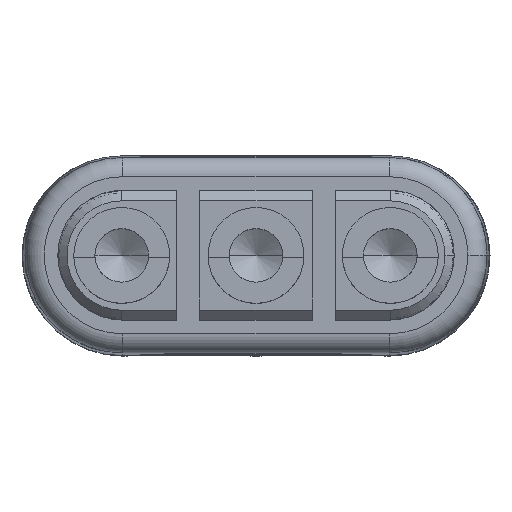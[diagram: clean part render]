
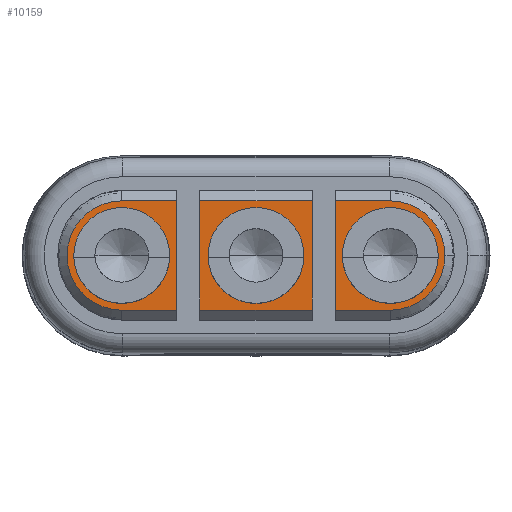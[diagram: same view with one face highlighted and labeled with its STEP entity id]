
A CAD part, top view. The second image highlights one B-rep face of the part: STEP entity #10159.
In plain terms, the highlighted face is planar.
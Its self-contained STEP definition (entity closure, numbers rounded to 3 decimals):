
#68 = CARTESIAN_POINT ( 'NONE',  ( -3.5, 1.425, -3.5 ) ) ;
#156 = CARTESIAN_POINT ( 'NONE',  ( -3.5, 0., -3.5 ) ) ;
#305 = DIRECTION ( 'NONE',  ( 0., -1., 0. ) ) ;
#379 = AXIS2_PLACEMENT_3D ( 'NONE', #29059, #10377, #24021 ) ;
#863 = CIRCLE ( 'NONE', #28198, 1.425 ) ;
#1327 = EDGE_CURVE ( 'NONE', #1849, #6677, #22755, .T. ) ;
#1392 = CARTESIAN_POINT ( 'NONE',  ( -3.5, -1.25, -3.5 ) ) ;
#1630 = EDGE_LOOP ( 'NONE', ( #16480, #24489 ) ) ;
#1849 = VERTEX_POINT ( 'NONE', #10275 ) ;
#2059 = FACE_BOUND ( 'NONE', #1630, .T. ) ;
#2105 = EDGE_CURVE ( 'NONE', #23226, #8646, #4529, .T. ) ;
#2362 = CARTESIAN_POINT ( 'NONE',  ( 3.5, 0., -3.5 ) ) ;
#2425 = DIRECTION ( 'NONE',  ( -1., 0., 0. ) ) ;
#2674 = DIRECTION ( 'NONE',  ( 0., -1., 0. ) ) ;
#2713 = DIRECTION ( 'NONE',  ( 0., -1., 0. ) ) ;
#2825 = VERTEX_POINT ( 'NONE', #11511 ) ;
#4529 = CIRCLE ( 'NONE', #21550, 1.425 ) ;
#5125 = EDGE_LOOP ( 'NONE', ( #23448, #23318 ) ) ;
#5240 = CARTESIAN_POINT ( 'NONE',  ( -3.5, 0., -3.5 ) ) ;
#5311 = EDGE_CURVE ( 'NONE', #2825, #28419, #11703, .T. ) ;
#5905 = CIRCLE ( 'NONE', #379, 1.25 ) ;
#6110 = EDGE_CURVE ( 'NONE', #25396, #26265, #26966, .T. ) ;
#6605 = CARTESIAN_POINT ( 'NONE',  ( 3.5, 0., -3.5 ) ) ;
#6677 = VERTEX_POINT ( 'NONE', #13033 ) ;
#7209 = CARTESIAN_POINT ( 'NONE',  ( 0., 1.25, -3.5 ) ) ;
#7338 = VECTOR ( 'NONE', #24324, 1000. ) ;
#7430 = DIRECTION ( 'NONE',  ( -1., 0., 0. ) ) ;
#7774 = DIRECTION ( 'NONE',  ( 0., 0., 1. ) ) ;
#7888 = FACE_BOUND ( 'NONE', #5125, .T. ) ;
#7948 = CARTESIAN_POINT ( 'NONE',  ( -3.5, -1.425, -3.5 ) ) ;
#7999 = AXIS2_PLACEMENT_3D ( 'NONE', #156, #18783, #2713 ) ;
#8411 = ORIENTED_EDGE ( 'NONE', *, *, #9506, .T. ) ;
#8447 = ORIENTED_EDGE ( 'NONE', *, *, #9374, .T. ) ;
#8646 = VERTEX_POINT ( 'NONE', #19095 ) ;
#8893 = VECTOR ( 'NONE', #18284, 1000. ) ;
#9311 = CARTESIAN_POINT ( 'NONE',  ( 0., -1.25, -3.5 ) ) ;
#9374 = EDGE_CURVE ( 'NONE', #28419, #23698, #863, .T. ) ;
#9506 = EDGE_CURVE ( 'NONE', #23715, #14139, #24287, .T. ) ;
#9586 = CARTESIAN_POINT ( 'NONE',  ( 0., 0., -3.5 ) ) ;
#10159 = ADVANCED_FACE ( 'NONE', ( #2059, #13714, #7888, #18074 ), #13123, .T. ) ;
#10275 = CARTESIAN_POINT ( 'NONE',  ( 3.5, -1.25, -3.5 ) ) ;
#10305 = DIRECTION ( 'NONE',  ( 0., 0., 1. ) ) ;
#10377 = DIRECTION ( 'NONE',  ( 0., 0., 1. ) ) ;
#10491 = DIRECTION ( 'NONE',  ( 0., -1., 0. ) ) ;
#10739 = EDGE_CURVE ( 'NONE', #6677, #1849, #29752, .T. ) ;
#10906 = ORIENTED_EDGE ( 'NONE', *, *, #24873, .T. ) ;
#11262 = ORIENTED_EDGE ( 'NONE', *, *, #21282, .T. ) ;
#11465 = DIRECTION ( 'NONE',  ( 0., 0., -1. ) ) ;
#11511 = CARTESIAN_POINT ( 'NONE',  ( 3.5, -1.425, -3.5 ) ) ;
#11703 = LINE ( 'NONE', #7948, #7338 ) ;
#11828 = DIRECTION ( 'NONE',  ( 0., 0., 1. ) ) ;
#11862 = EDGE_CURVE ( 'NONE', #8646, #2825, #26387, .T. ) ;
#12459 = CARTESIAN_POINT ( 'NONE',  ( 0., 0., -3.5 ) ) ;
#12961 = AXIS2_PLACEMENT_3D ( 'NONE', #6605, #11465, #18298 ) ;
#13033 = CARTESIAN_POINT ( 'NONE',  ( 3.5, 1.25, -3.5 ) ) ;
#13123 = PLANE ( 'NONE',  #12961 ) ;
#13714 = FACE_BOUND ( 'NONE', #21652, .T. ) ;
#14139 = VERTEX_POINT ( 'NONE', #9311 ) ;
#14714 = AXIS2_PLACEMENT_3D ( 'NONE', #12459, #7774, #10491 ) ;
#14819 = CARTESIAN_POINT ( 'NONE',  ( 3.5, 0., -3.5 ) ) ;
#16370 = DIRECTION ( 'NONE',  ( 0., 0., -1. ) ) ;
#16480 = ORIENTED_EDGE ( 'NONE', *, *, #27339, .T. ) ;
#16669 = CARTESIAN_POINT ( 'NONE',  ( 3.5, 0., -3.5 ) ) ;
#16916 = ORIENTED_EDGE ( 'NONE', *, *, #11862, .T. ) ;
#17779 = CIRCLE ( 'NONE', #21298, 1.25 ) ;
#18074 = FACE_OUTER_BOUND ( 'NONE', #19034, .T. ) ;
#18284 = DIRECTION ( 'NONE',  ( 1., 0., 0. ) ) ;
#18298 = DIRECTION ( 'NONE',  ( -1., 0., 0. ) ) ;
#18783 = DIRECTION ( 'NONE',  ( 0., 0., 1. ) ) ;
#19034 = EDGE_LOOP ( 'NONE', ( #8447, #10906, #23137, #16916, #25227 ) ) ;
#19095 = CARTESIAN_POINT ( 'NONE',  ( 4.925, 0., -3.5 ) ) ;
#19492 = DIRECTION ( 'NONE',  ( 0., 0., -1. ) ) ;
#20088 = CARTESIAN_POINT ( 'NONE',  ( 3.5, 1.425, -3.5 ) ) ;
#20192 = CARTESIAN_POINT ( 'NONE',  ( -3.5, 1.25, -3.5 ) ) ;
#20729 = CARTESIAN_POINT ( 'NONE',  ( 3.5, 1.425, -3.5 ) ) ;
#21282 = EDGE_CURVE ( 'NONE', #14139, #23715, #17779, .T. ) ;
#21298 = AXIS2_PLACEMENT_3D ( 'NONE', #9586, #28240, #305 ) ;
#21550 = AXIS2_PLACEMENT_3D ( 'NONE', #16669, #16370, #2425 ) ;
#21576 = CARTESIAN_POINT ( 'NONE',  ( 3.5, 0., -3.5 ) ) ;
#21652 = EDGE_LOOP ( 'NONE', ( #11262, #8411 ) ) ;
#22755 = CIRCLE ( 'NONE', #23489, 1.25 ) ;
#23137 = ORIENTED_EDGE ( 'NONE', *, *, #2105, .T. ) ;
#23226 = VERTEX_POINT ( 'NONE', #20088 ) ;
#23318 = ORIENTED_EDGE ( 'NONE', *, *, #10739, .T. ) ;
#23448 = ORIENTED_EDGE ( 'NONE', *, *, #1327, .T. ) ;
#23489 = AXIS2_PLACEMENT_3D ( 'NONE', #14819, #10305, #26594 ) ;
#23698 = VERTEX_POINT ( 'NONE', #68 ) ;
#23715 = VERTEX_POINT ( 'NONE', #7209 ) ;
#24021 = DIRECTION ( 'NONE',  ( 0., -1., 0. ) ) ;
#24171 = LINE ( 'NONE', #20729, #8893 ) ;
#24287 = CIRCLE ( 'NONE', #14714, 1.25 ) ;
#24324 = DIRECTION ( 'NONE',  ( -1., 0., 0. ) ) ;
#24489 = ORIENTED_EDGE ( 'NONE', *, *, #6110, .T. ) ;
#24873 = EDGE_CURVE ( 'NONE', #23698, #23226, #24171, .T. ) ;
#25227 = ORIENTED_EDGE ( 'NONE', *, *, #5311, .T. ) ;
#25396 = VERTEX_POINT ( 'NONE', #20192 ) ;
#26200 = DIRECTION ( 'NONE',  ( -1., 0., 0. ) ) ;
#26265 = VERTEX_POINT ( 'NONE', #1392 ) ;
#26333 = DIRECTION ( 'NONE',  ( 0., 0., -1. ) ) ;
#26387 = CIRCLE ( 'NONE', #27829, 1.425 ) ;
#26594 = DIRECTION ( 'NONE',  ( 0., -1., 0. ) ) ;
#26966 = CIRCLE ( 'NONE', #7999, 1.25 ) ;
#26995 = CARTESIAN_POINT ( 'NONE',  ( -3.5, -1.425, -3.5 ) ) ;
#27339 = EDGE_CURVE ( 'NONE', #26265, #25396, #5905, .T. ) ;
#27829 = AXIS2_PLACEMENT_3D ( 'NONE', #21576, #26333, #7430 ) ;
#28198 = AXIS2_PLACEMENT_3D ( 'NONE', #5240, #19492, #26200 ) ;
#28240 = DIRECTION ( 'NONE',  ( 0., 0., 1. ) ) ;
#28419 = VERTEX_POINT ( 'NONE', #26995 ) ;
#29000 = AXIS2_PLACEMENT_3D ( 'NONE', #2362, #11828, #2674 ) ;
#29059 = CARTESIAN_POINT ( 'NONE',  ( -3.5, 0., -3.5 ) ) ;
#29752 = CIRCLE ( 'NONE', #29000, 1.25 ) ;
